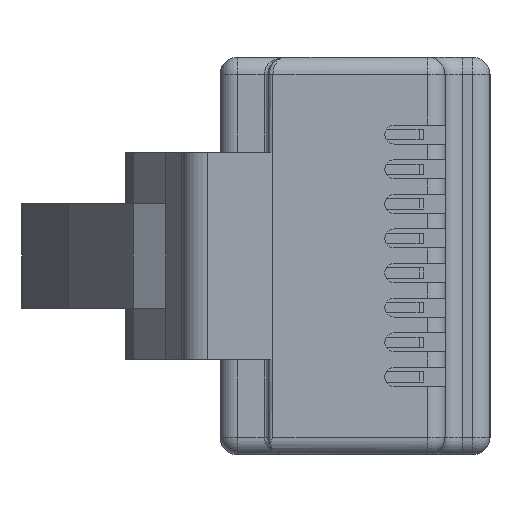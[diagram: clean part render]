
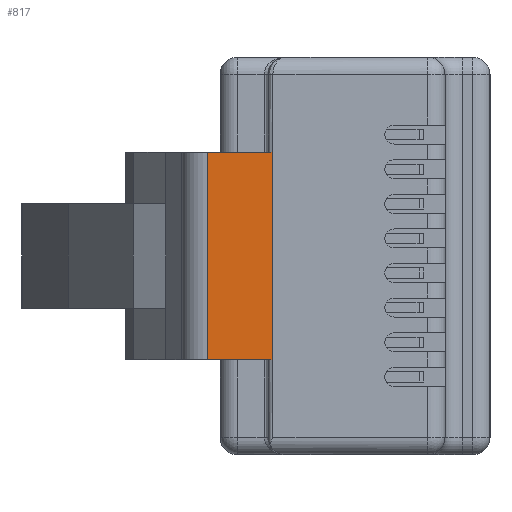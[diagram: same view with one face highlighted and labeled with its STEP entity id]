
A CAD part, left-side view. The second image highlights one B-rep face of the part: STEP entity #817.
In plain terms, the highlighted face is planar.
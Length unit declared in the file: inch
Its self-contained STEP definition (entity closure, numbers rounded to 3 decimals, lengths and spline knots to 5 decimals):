
#120 = FACE_OUTER_BOUND ( 'NONE', #6002, .T. ) ;
#239 = VERTEX_POINT ( 'NONE', #4286 ) ;
#291 = VECTOR ( 'NONE', #2930, 39.37008 ) ;
#335 = DIRECTION ( 'NONE',  ( -1., 0., 0. ) ) ;
#368 = VECTOR ( 'NONE', #4076, 39.37008 ) ;
#542 = LINE ( 'NONE', #1946, #368 ) ;
#817 = ADVANCED_FACE ( 'NONE', ( #120 ), #1563, .F. ) ;
#1563 = PLANE ( 'NONE',  #6707 ) ;
#1733 = LINE ( 'NONE', #5580, #291 ) ;
#1777 = ORIENTED_EDGE ( 'NONE', *, *, #5420, .T. ) ;
#1946 = CARTESIAN_POINT ( 'NONE',  ( -0.12, 0.145, 0.885 ) ) ;
#2110 = DIRECTION ( 'NONE',  ( -1., 0., 0. ) ) ;
#2198 = ORIENTED_EDGE ( 'NONE', *, *, #5278, .T. ) ;
#2930 = DIRECTION ( 'NONE',  ( 0., -1., 0. ) ) ;
#3232 = VECTOR ( 'NONE', #335, 39.37008 ) ;
#3717 = ORIENTED_EDGE ( 'NONE', *, *, #4067, .F. ) ;
#3760 = LINE ( 'NONE', #5497, #6421 ) ;
#3943 = CARTESIAN_POINT ( 'NONE',  ( -0.12, 0.145, 0.885 ) ) ;
#4042 = VERTEX_POINT ( 'NONE', #5481 ) ;
#4067 = EDGE_CURVE ( 'NONE', #4042, #239, #3760, .T. ) ;
#4076 = DIRECTION ( 'NONE',  ( -1., 0., 0. ) ) ;
#4135 = ORIENTED_EDGE ( 'NONE', *, *, #5416, .F. ) ;
#4286 = CARTESIAN_POINT ( 'NONE',  ( 0.12, 0.07, 0.885 ) ) ;
#4738 = CARTESIAN_POINT ( 'NONE',  ( -0.12, 0.07, 0.885 ) ) ;
#4957 = VERTEX_POINT ( 'NONE', #4738 ) ;
#5122 = LINE ( 'NONE', #6728, #3232 ) ;
#5270 = VERTEX_POINT ( 'NONE', #3943 ) ;
#5278 = EDGE_CURVE ( 'NONE', #5270, #4957, #1733, .T. ) ;
#5289 = DIRECTION ( 'NONE',  ( 0., 0., -1. ) ) ;
#5416 = EDGE_CURVE ( 'NONE', #239, #4957, #5122, .T. ) ;
#5420 = EDGE_CURVE ( 'NONE', #4042, #5270, #542, .T. ) ;
#5481 = CARTESIAN_POINT ( 'NONE',  ( 0.12, 0.145, 0.885 ) ) ;
#5497 = CARTESIAN_POINT ( 'NONE',  ( 0.12, 0.175, 0.885 ) ) ;
#5580 = CARTESIAN_POINT ( 'NONE',  ( -0.12, 0.175, 0.885 ) ) ;
#6002 = EDGE_LOOP ( 'NONE', ( #3717, #1777, #2198, #4135 ) ) ;
#6034 = DIRECTION ( 'NONE',  ( 0., -1., 0. ) ) ;
#6421 = VECTOR ( 'NONE', #6034, 39.37008 ) ;
#6707 = AXIS2_PLACEMENT_3D ( 'NONE', #6868, #5289, #2110 ) ;
#6728 = CARTESIAN_POINT ( 'NONE',  ( 0.12, 0.07, 0.885 ) ) ;
#6868 = CARTESIAN_POINT ( 'NONE',  ( 0.12, 0.175, 0.885 ) ) ;
